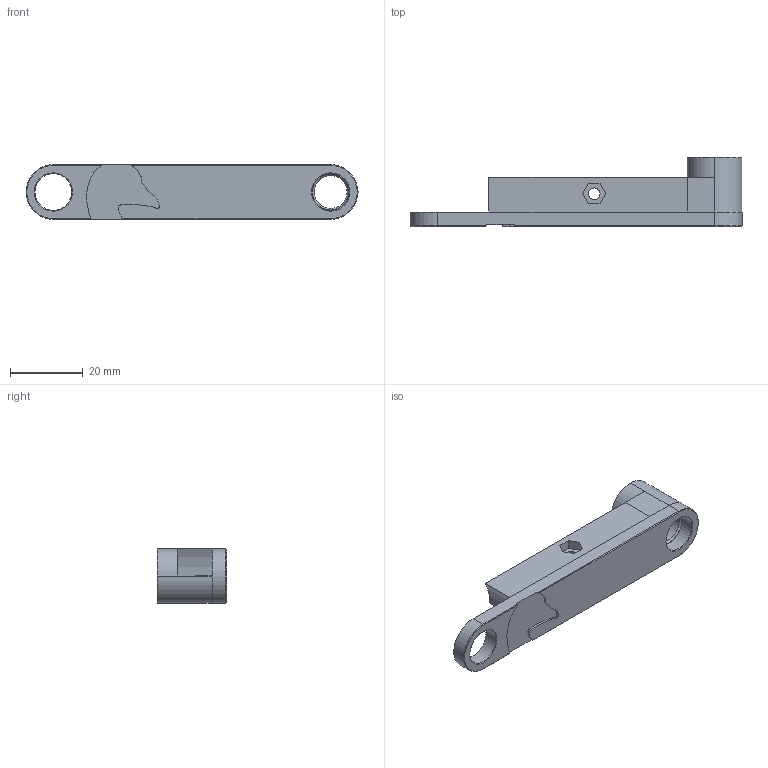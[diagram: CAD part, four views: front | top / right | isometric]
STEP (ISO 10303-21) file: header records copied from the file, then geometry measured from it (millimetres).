
FILE_DESCRIPTION(('FreeCAD Model'),'2;1');
FILE_NAME('Open CASCADE Shape Model','2025-08-12T18:16:59',(''),(''), 'Open CASCADE STEP processor 7.8','FreeCAD','Unknown');
FILE_SCHEMA(('AUTOMOTIVE_DESIGN { 1 0 10303 214 1 1 1 1 }'));
Length unit declared in the file: millimetre
Products named in the file (1): Arm_base
Bounding box: 91 x 19 x 15 mm (x, y, z)
Volume: 9811.9 mm3; surface area: 5711.8 mm2
Topology: 1 solids, 1 shells, 62 faces, 153 edges, 97 vertices
Faces by surface type: plane 32, extrusion 14, cylinder 10, cone 6
Full cylindrical faces by diameter (mm): 3.2 x1, 9 x1, 10.1 x3
Entity records: 4017 total; most frequent: CARTESIAN_POINT 1006, DIRECTION 505, VECTOR 348, LINE 334, ORIENTED_EDGE 306, PCURVE 306, DEFINITIONAL_REPRESENTATION 306, EDGE_CURVE 153
